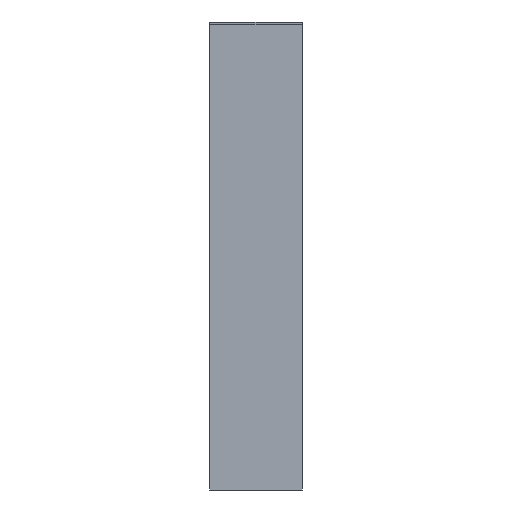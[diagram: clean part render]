
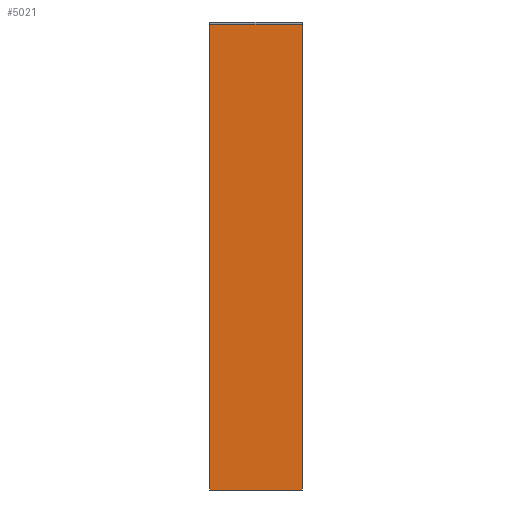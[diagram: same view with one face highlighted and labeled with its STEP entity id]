
A CAD part, left-side view. The second image highlights one B-rep face of the part: STEP entity #5021.
In plain terms, the highlighted planar face has unit normal (-1, 0, 0).
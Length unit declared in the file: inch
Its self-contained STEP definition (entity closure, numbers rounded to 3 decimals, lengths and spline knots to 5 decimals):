
#820 = CARTESIAN_POINT ( 'NONE',  ( -8.74016, -0.03937, 8.8189 ) ) ;
#958 = DIRECTION ( 'NONE',  ( 0., 0., -1. ) ) ;
#1276 = FACE_OUTER_BOUND ( 'NONE', #12132, .T. ) ;
#1406 = ORIENTED_EDGE ( 'NONE', *, *, #11790, .T. ) ;
#2085 = VECTOR ( 'NONE', #10723, 39.37008 ) ;
#2178 = CARTESIAN_POINT ( 'NONE',  ( -8.74016, 3.46457, 8.8189 ) ) ;
#2391 = CARTESIAN_POINT ( 'NONE',  ( -8.74016, -0.03937, 8.8189 ) ) ;
#2760 = CARTESIAN_POINT ( 'NONE',  ( -8.74016, 3.46457, -8.8189 ) ) ;
#2794 = VECTOR ( 'NONE', #3784, 39.37008 ) ;
#3178 = LINE ( 'NONE', #8823, #11650 ) ;
#3664 = CARTESIAN_POINT ( 'NONE',  ( -8.74016, 0.03937, -8.8189 ) ) ;
#3709 = CARTESIAN_POINT ( 'NONE',  ( -8.74016, -0.03937, -8.8189 ) ) ;
#3732 = PLANE ( 'NONE',  #9077 ) ;
#3773 = VERTEX_POINT ( 'NONE', #3709 ) ;
#3784 = DIRECTION ( 'NONE',  ( 0., 0., 1. ) ) ;
#3818 = EDGE_CURVE ( 'NONE', #10976, #4060, #7431, .T. ) ;
#3924 = LINE ( 'NONE', #3664, #9192 ) ;
#4060 = VERTEX_POINT ( 'NONE', #2178 ) ;
#5007 = DIRECTION ( 'NONE',  ( 0., -1., 0. ) ) ;
#5021 = ADVANCED_FACE ( 'NONE', ( #1276 ), #3732, .F. ) ;
#5759 = CARTESIAN_POINT ( 'NONE',  ( -8.74016, 0.03937, 8.8189 ) ) ;
#6251 = LINE ( 'NONE', #820, #2794 ) ;
#6675 = CARTESIAN_POINT ( 'NONE',  ( -8.74016, 3.46457, -8.8189 ) ) ;
#6746 = ORIENTED_EDGE ( 'NONE', *, *, #9864, .F. ) ;
#6967 = ORIENTED_EDGE ( 'NONE', *, *, #11901, .T. ) ;
#7431 = LINE ( 'NONE', #2760, #2085 ) ;
#8823 = CARTESIAN_POINT ( 'NONE',  ( -8.74016, 0.03937, 8.8189 ) ) ;
#9077 = AXIS2_PLACEMENT_3D ( 'NONE', #5759, #10960, #958 ) ;
#9171 = VERTEX_POINT ( 'NONE', #2391 ) ;
#9192 = VECTOR ( 'NONE', #11577, 39.37008 ) ;
#9864 = EDGE_CURVE ( 'NONE', #4060, #9171, #3178, .T. ) ;
#10723 = DIRECTION ( 'NONE',  ( 0., 0., 1. ) ) ;
#10960 = DIRECTION ( 'NONE',  ( 1., 0., 0. ) ) ;
#10976 = VERTEX_POINT ( 'NONE', #6675 ) ;
#11577 = DIRECTION ( 'NONE',  ( 0., -1., 0. ) ) ;
#11650 = VECTOR ( 'NONE', #5007, 39.37008 ) ;
#11790 = EDGE_CURVE ( 'NONE', #10976, #3773, #3924, .T. ) ;
#11901 = EDGE_CURVE ( 'NONE', #3773, #9171, #6251, .T. ) ;
#11992 = ORIENTED_EDGE ( 'NONE', *, *, #3818, .F. ) ;
#12132 = EDGE_LOOP ( 'NONE', ( #6967, #6746, #11992, #1406 ) ) ;
